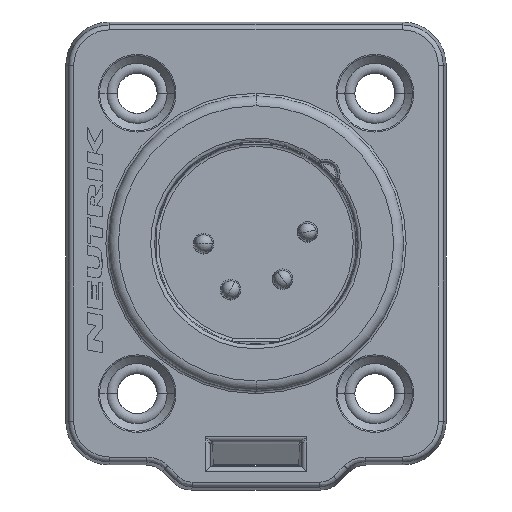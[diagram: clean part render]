
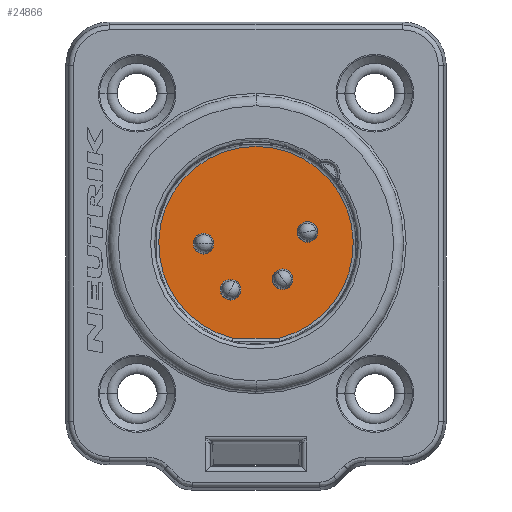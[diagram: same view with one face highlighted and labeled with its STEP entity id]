
A CAD part, top view. The second image highlights one B-rep face of the part: STEP entity #24866.
In plain terms, the highlighted planar face has unit normal (0, 0, 1).
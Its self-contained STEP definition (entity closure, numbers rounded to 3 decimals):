
#7517=CARTESIAN_POINT('',(0.,0.,-6.2));
#7518=DIRECTION('',(0.,0.,1.));
#7519=DIRECTION('',(0.239,-0.971,0.));
#7520=AXIS2_PLACEMENT_3D('',#7517,#7518,#7519);
#7538=CARTESIAN_POINT('',(4.11,0.94,-6.2));
#7539=DIRECTION('',(0.,0.,-1.));
#7540=DIRECTION('',(-1.,0.,0.));
#7541=AXIS2_PLACEMENT_3D('',#7538,#7539,#7540);
#7543=CARTESIAN_POINT('',(4.11,0.94,-6.2));
#7544=DIRECTION('',(0.,0.,-1.));
#7545=DIRECTION('',(1.,0.,0.));
#7546=AXIS2_PLACEMENT_3D('',#7543,#7544,#7545);
#7548=CARTESIAN_POINT('',(-4.19,0.,-6.2));
#7549=DIRECTION('',(0.,0.,-1.));
#7550=DIRECTION('',(-1.,0.,0.));
#7551=AXIS2_PLACEMENT_3D('',#7548,#7549,#7550);
#7553=CARTESIAN_POINT('',(-4.19,0.,-6.2));
#7554=DIRECTION('',(0.,0.,-1.));
#7555=DIRECTION('',(1.,0.,0.));
#7556=AXIS2_PLACEMENT_3D('',#7553,#7554,#7555);
#7558=CARTESIAN_POINT('',(2.13,-2.84,-6.2));
#7559=DIRECTION('',(0.,0.,-1.));
#7560=DIRECTION('',(-1.,0.,0.));
#7561=AXIS2_PLACEMENT_3D('',#7558,#7559,#7560);
#7563=CARTESIAN_POINT('',(2.13,-2.84,-6.2));
#7564=DIRECTION('',(0.,0.,-1.));
#7565=DIRECTION('',(1.,0.,0.));
#7566=AXIS2_PLACEMENT_3D('',#7563,#7564,#7565);
#7568=CARTESIAN_POINT('',(-2.03,-3.68,-6.2));
#7569=DIRECTION('',(0.,0.,-1.));
#7570=DIRECTION('',(-1.,0.,0.));
#7571=AXIS2_PLACEMENT_3D('',#7568,#7569,#7570);
#7573=CARTESIAN_POINT('',(-2.03,-3.68,-6.2));
#7574=DIRECTION('',(0.,0.,-1.));
#7575=DIRECTION('',(1.,0.,0.));
#7576=AXIS2_PLACEMENT_3D('',#7573,#7574,#7575);
#7578=DIRECTION('',(-1.,0.,0.));
#7579=VECTOR('',#7578,3.722);
#7580=CARTESIAN_POINT('',(1.861,-7.55,-6.2));
#7581=LINE('',#7580,#7579);
#11286=CARTESIAN_POINT('',(3.285,0.94,-6.2));
#11287=CARTESIAN_POINT('',(4.935,0.94,-6.2));
#11288=VERTEX_POINT('',#11286);
#11289=VERTEX_POINT('',#11287);
#11290=CARTESIAN_POINT('',(-5.015,0.,-6.2));
#11291=CARTESIAN_POINT('',(-3.365,0.,-6.2));
#11292=VERTEX_POINT('',#11290);
#11293=VERTEX_POINT('',#11291);
#11294=CARTESIAN_POINT('',(1.305,-2.84,-6.2));
#11295=CARTESIAN_POINT('',(2.955,-2.84,-6.2));
#11296=VERTEX_POINT('',#11294);
#11297=VERTEX_POINT('',#11295);
#11298=CARTESIAN_POINT('',(-2.855,-3.68,-6.2));
#11299=CARTESIAN_POINT('',(-1.205,-3.68,-6.2));
#11300=VERTEX_POINT('',#11298);
#11301=VERTEX_POINT('',#11299);
#11329=CARTESIAN_POINT('',(1.861,-7.55,-6.2));
#11330=CARTESIAN_POINT('',(-1.861,-7.55,-6.2));
#11331=VERTEX_POINT('',#11329);
#11332=VERTEX_POINT('',#11330);
#24833=CARTESIAN_POINT('',(0.,0.,-6.2));
#24834=DIRECTION('',(0.,0.,1.));
#24835=DIRECTION('',(0.,1.,0.));
#24836=AXIS2_PLACEMENT_3D('',#24833,#24834,#24835);
#24837=PLANE('',#24836);
#24838=ORIENTED_EDGE('',*,*,#24812,.F.);
#24839=ORIENTED_EDGE('',*,*,#24824,.T.);
#24840=EDGE_LOOP('',(#24838,#24839));
#24841=FACE_OUTER_BOUND('',#24840,.F.);
#24843=ORIENTED_EDGE('',*,*,#24842,.F.);
#24845=ORIENTED_EDGE('',*,*,#24844,.F.);
#24846=EDGE_LOOP('',(#24843,#24845));
#24847=FACE_BOUND('',#24846,.F.);
#24849=ORIENTED_EDGE('',*,*,#24848,.F.);
#24851=ORIENTED_EDGE('',*,*,#24850,.F.);
#24852=EDGE_LOOP('',(#24849,#24851));
#24853=FACE_BOUND('',#24852,.F.);
#24855=ORIENTED_EDGE('',*,*,#24854,.F.);
#24857=ORIENTED_EDGE('',*,*,#24856,.F.);
#24858=EDGE_LOOP('',(#24855,#24857));
#24859=FACE_BOUND('',#24858,.F.);
#24861=ORIENTED_EDGE('',*,*,#24860,.F.);
#24863=ORIENTED_EDGE('',*,*,#24862,.F.);
#24864=EDGE_LOOP('',(#24861,#24863));
#24865=FACE_BOUND('',#24864,.F.);
#24866=ADVANCED_FACE('',(#24841,#24847,#24853,#24859,#24865),#24837,.T.);
#7521=CIRCLE('',#7520,7.776);
#7542=CIRCLE('',#7541,0.825);
#7547=CIRCLE('',#7546,0.825);
#7552=CIRCLE('',#7551,0.825);
#7557=CIRCLE('',#7556,0.825);
#7562=CIRCLE('',#7561,0.825);
#7567=CIRCLE('',#7566,0.825);
#7572=CIRCLE('',#7571,0.825);
#7577=CIRCLE('',#7576,0.825);
#24812=EDGE_CURVE('',#11331,#11332,#7521,.T.);
#24824=EDGE_CURVE('',#11331,#11332,#7581,.T.);
#24842=EDGE_CURVE('',#11292,#11293,#7552,.T.);
#24844=EDGE_CURVE('',#11293,#11292,#7557,.T.);
#24848=EDGE_CURVE('',#11296,#11297,#7562,.T.);
#24850=EDGE_CURVE('',#11297,#11296,#7567,.T.);
#24854=EDGE_CURVE('',#11300,#11301,#7572,.T.);
#24856=EDGE_CURVE('',#11301,#11300,#7577,.T.);
#24860=EDGE_CURVE('',#11288,#11289,#7542,.T.);
#24862=EDGE_CURVE('',#11289,#11288,#7547,.T.);
